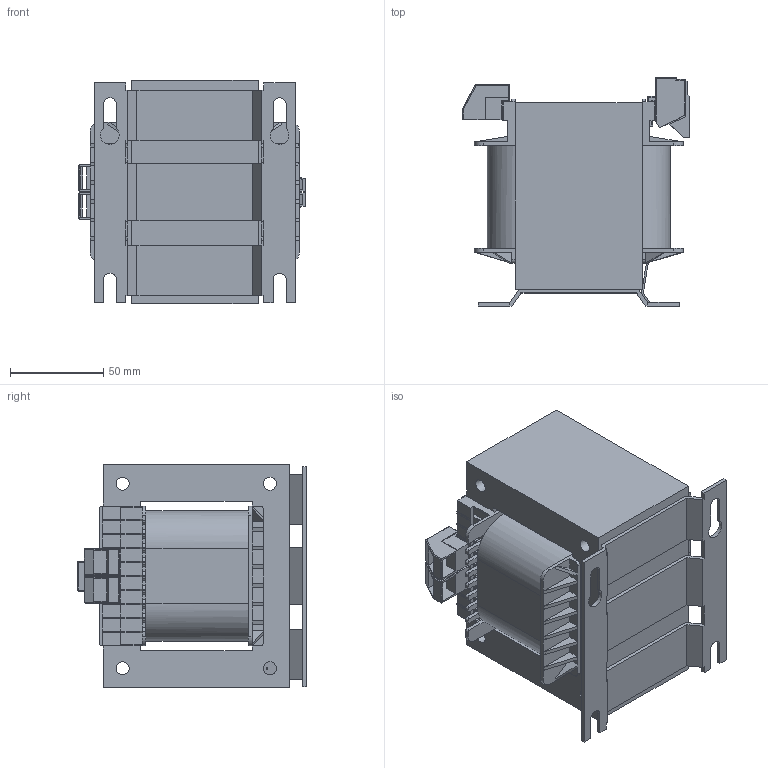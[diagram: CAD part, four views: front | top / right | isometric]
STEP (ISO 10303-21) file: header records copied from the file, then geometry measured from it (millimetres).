
FILE_DESCRIPTION(/* description */ (''),/* implementation_level */ '2;1');
FILE_NAME(/* name */ 'Transformer 500VA.stp',/* time_stamp */ '2023-10-09T17:33:19+03:00',/* author */ ('Василий'),/* organization */ (''),/* preprocessor_version */ 'ST-DEVELOPER v18.1',/* originating_system */ 'Autodesk Inventor 2021',/* authorisation */ '');
FILE_SCHEMA (('AUTOMOTIVE_DESIGN { 1 0 10303 214 3 1 1 }'));
Length unit declared in the file: millimetre
Products named in the file (1): Transformer 500VA
Bounding box: 121.51 x 122.57 x 120 mm (x, y, z)
Volume: 916494 mm3; surface area: 132904.6 mm2
Topology: 1 solids, 1 shells, 1068 faces, 3069 edges, 1961 vertices
Faces by surface type: plane 842, cylinder 206, sphere 18, torus 2
Full cylindrical faces by diameter (mm): 1 x1, 3 x2, 5 x2, 6 x2, 7 x4
Entity records: 35660 total; most frequent: ORIENTED_EDGE 6138, CARTESIAN_POINT 6099, DIRECTION 5631, EDGE_CURVE 3069, LINE 2645, VECTOR 2645, VERTEX_POINT 1961, AXIS2_PLACEMENT_3D 1493
